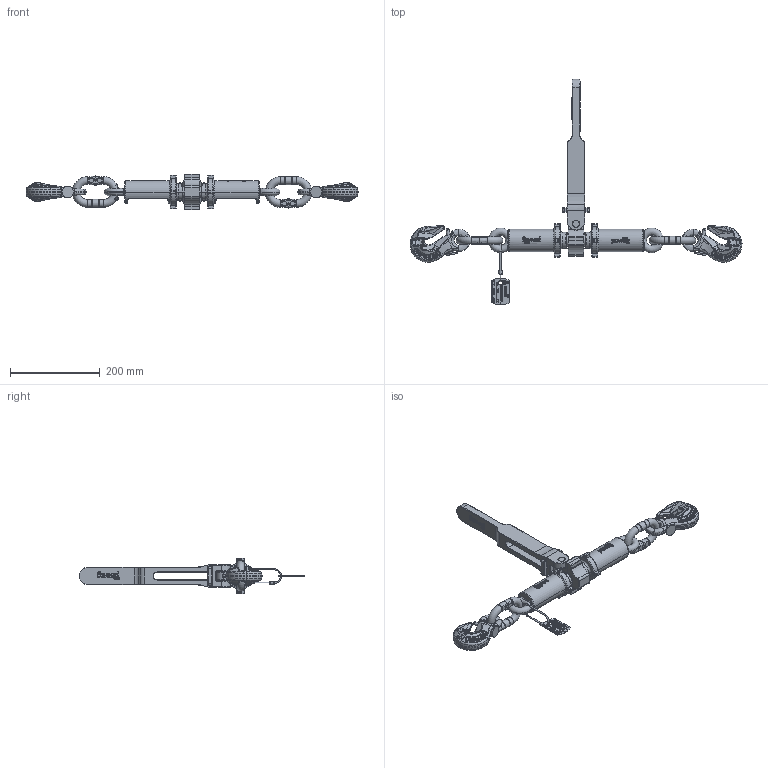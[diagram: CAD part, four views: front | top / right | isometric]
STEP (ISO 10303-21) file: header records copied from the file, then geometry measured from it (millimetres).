
FILE_DESCRIPTION(/* description */ (''),/* implementation_level */ '2;1');
FILE_NAME(/* name */ 'pewag_RPSWP_10.stp',/* time_stamp */ '2022-07-25T14:25:57+02:00',/* author */ (''),/* organization */ (''),/* preprocessor_version */ 'ST-DEVELOPER v16',/* originating_system */ 'SIEMENS PLM Software NX 11.0',/* authorisation */ '');
FILE_SCHEMA (('AUTOMOTIVE_DESIGN { 1 0 10303 214 3 1 1 1 }'));
Products named in the file (1): baf2CDCD1B4kg0w
Bounding box: 739.93 x 503.67 x 80 mm (x, y, z)
Volume: 1227685.7 mm3; surface area: 268750.8 mm2
Topology: 17 solids, 17 shells, 4140 faces, 10717 edges, 6770 vertices
Faces by surface type: plane 1559, extrusion 1108, bspline 604, cylinder 431, torus 297, cone 71, sphere 70
Full cylindrical faces by diameter (mm): 1.782 x3, 3 x2, 3.3 x1, 4 x3, 5 x1, 5.8 x1, 6 x3, 6.2 x1, 7 x2, 7.5 x1, 10 x3, 14 x2, 15.5 x1, 16 x3, 17 x4, 18.275 x2, 24 x3, 26 x2, 34 x2
Entity records: 185480 total; most frequent: CARTESIAN_POINT 91199, ORIENTED_EDGE 20944, DIRECTION 12255, EDGE_CURVE 10472, B_SPLINE_CURVE_WITH_KNOTS 6777, VERTEX_POINT 6718, EDGE_LOOP 4519, VECTOR 4429
